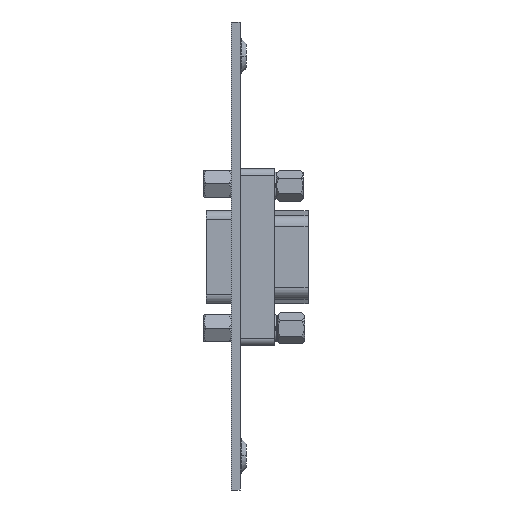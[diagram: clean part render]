
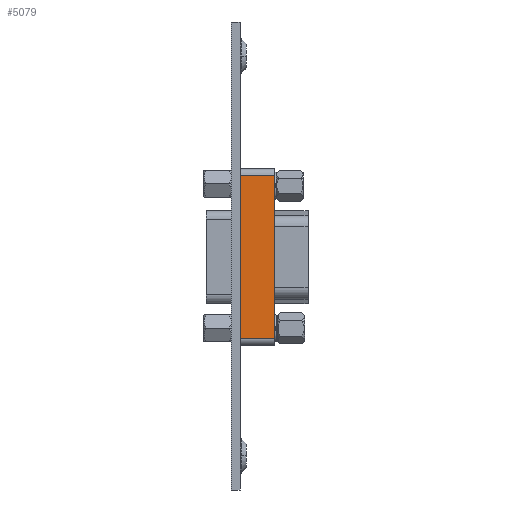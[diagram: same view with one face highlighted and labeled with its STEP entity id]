
A CAD part, left-side view. The second image highlights one B-rep face of the part: STEP entity #5079.
In plain terms, the highlighted face is planar.
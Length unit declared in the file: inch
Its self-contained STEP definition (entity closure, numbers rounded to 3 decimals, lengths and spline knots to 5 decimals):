
#1631 = PLANE ( 'NONE',  #3840 ) ;
#1766 = LINE ( 'NONE', #7460, #11919 ) ;
#1810 = CARTESIAN_POINT ( 'NONE',  ( -0.61024, 0.11811, 0.24606 ) ) ;
#2600 = DIRECTION ( 'NONE',  ( 0., 0., -1. ) ) ;
#3016 = ORIENTED_EDGE ( 'NONE', *, *, #10930, .T. ) ;
#3273 = CARTESIAN_POINT ( 'NONE',  ( -0.56024, 0.11811, 0.24606 ) ) ;
#3840 = AXIS2_PLACEMENT_3D ( 'NONE', #1810, #2600, #10904 ) ;
#4113 = CARTESIAN_POINT ( 'NONE',  ( -0.56024, -0.11811, 0.24606 ) ) ;
#4289 = VECTOR ( 'NONE', #12305, 39.37008 ) ;
#4572 = LINE ( 'NONE', #12257, #6805 ) ;
#5079 = ADVANCED_FACE ( 'NONE', ( #10298 ), #1631, .F. ) ;
#5385 = VERTEX_POINT ( 'NONE', #5947 ) ;
#5947 = CARTESIAN_POINT ( 'NONE',  ( 0.56024, 0.11811, 0.24606 ) ) ;
#6338 = ORIENTED_EDGE ( 'NONE', *, *, #10944, .T. ) ;
#6468 = DIRECTION ( 'NONE',  ( 1., 0., 0. ) ) ;
#6805 = VECTOR ( 'NONE', #7302, 39.37008 ) ;
#7302 = DIRECTION ( 'NONE',  ( 1., 0., 0. ) ) ;
#7460 = CARTESIAN_POINT ( 'NONE',  ( -0.61024, 0.11811, 0.24606 ) ) ;
#7961 = CARTESIAN_POINT ( 'NONE',  ( 0.56024, -0.11811, 0.24606 ) ) ;
#8557 = CARTESIAN_POINT ( 'NONE',  ( -0.56024, 0.11811, 0.24606 ) ) ;
#8668 = VERTEX_POINT ( 'NONE', #4113 ) ;
#8713 = LINE ( 'NONE', #3273, #4289 ) ;
#8748 = EDGE_LOOP ( 'NONE', ( #3016, #6338, #11593, #12217 ) ) ;
#9022 = LINE ( 'NONE', #12688, #9319 ) ;
#9319 = VECTOR ( 'NONE', #12379, 39.37008 ) ;
#10171 = EDGE_CURVE ( 'NONE', #12724, #5385, #1766, .T. ) ;
#10298 = FACE_OUTER_BOUND ( 'NONE', #8748, .T. ) ;
#10904 = DIRECTION ( 'NONE',  ( -1., 0., 0. ) ) ;
#10930 = EDGE_CURVE ( 'NONE', #8668, #11896, #4572, .T. ) ;
#10944 = EDGE_CURVE ( 'NONE', #11896, #5385, #9022, .T. ) ;
#10976 = EDGE_CURVE ( 'NONE', #12724, #8668, #8713, .T. ) ;
#11593 = ORIENTED_EDGE ( 'NONE', *, *, #10171, .F. ) ;
#11896 = VERTEX_POINT ( 'NONE', #7961 ) ;
#11919 = VECTOR ( 'NONE', #6468, 39.37008 ) ;
#12217 = ORIENTED_EDGE ( 'NONE', *, *, #10976, .T. ) ;
#12257 = CARTESIAN_POINT ( 'NONE',  ( -0.61024, -0.11811, 0.24606 ) ) ;
#12305 = DIRECTION ( 'NONE',  ( 0., -1., 0. ) ) ;
#12379 = DIRECTION ( 'NONE',  ( 0., 1., 0. ) ) ;
#12688 = CARTESIAN_POINT ( 'NONE',  ( 0.56024, 0.11811, 0.24606 ) ) ;
#12724 = VERTEX_POINT ( 'NONE', #8557 ) ;
